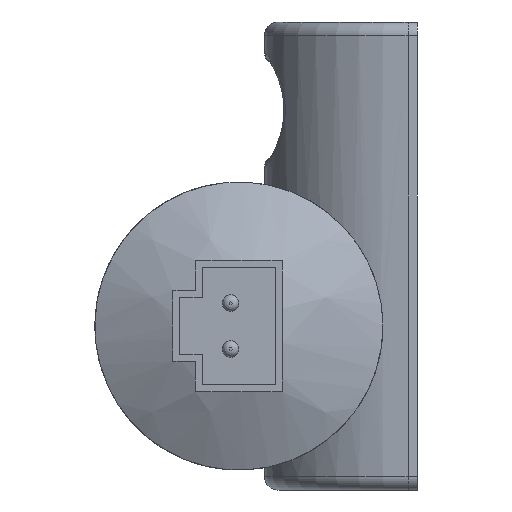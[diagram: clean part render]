
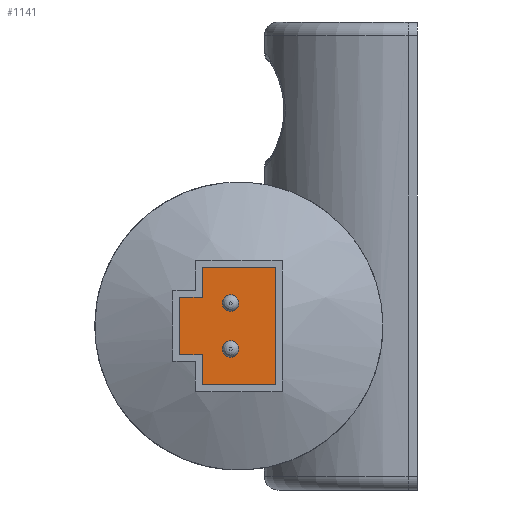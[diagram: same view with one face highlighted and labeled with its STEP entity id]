
A CAD part, left-side view. The second image highlights one B-rep face of the part: STEP entity #1141.
In plain terms, the highlighted planar face has unit normal (-1, 0, 0).
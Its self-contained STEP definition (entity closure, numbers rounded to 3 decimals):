
#1141=ADVANCED_FACE('',(#4229,#4231,#4233),#4235,.T.);
#4229=FACE_BOUND('',#4230,.T.);
#4230=EDGE_LOOP('',(#5395,#5396,#5397,#5398,#5399,#5400,#5401,#5402));
#4231=FACE_BOUND('',#4232,.T.);
#4232=EDGE_LOOP('',(#5403));
#4233=FACE_BOUND('',#4234,.T.);
#4234=EDGE_LOOP('',(#5404));
#4235=PLANE('',#4236);
#4236=AXIS2_PLACEMENT_3D('',#4237,#4238,#4239);
#4237=CARTESIAN_POINT('',(-161.29,-4.826,7.302));
#4238=DIRECTION('',(-1.,0.,0.));
#4239=DIRECTION('',(0.,0.,1.));
#5395=ORIENTED_EDGE('',*,*,#5940,.T.);
#5396=ORIENTED_EDGE('',*,*,#5974,.T.);
#5397=ORIENTED_EDGE('',*,*,#5975,.T.);
#5398=ORIENTED_EDGE('',*,*,#5976,.T.);
#5399=ORIENTED_EDGE('',*,*,#5977,.T.);
#5400=ORIENTED_EDGE('',*,*,#5978,.T.);
#5401=ORIENTED_EDGE('',*,*,#5979,.T.);
#5402=ORIENTED_EDGE('',*,*,#5980,.T.);
#5403=ORIENTED_EDGE('',*,*,#5981,.F.);
#5404=ORIENTED_EDGE('',*,*,#5982,.F.);
#5940=EDGE_CURVE('',#6548,#6549,#6550,.T.);
#5974=EDGE_CURVE('',#6549,#6612,#6613,.T.);
#5975=EDGE_CURVE('',#6612,#6614,#6615,.T.);
#5976=EDGE_CURVE('',#6614,#6616,#6617,.T.);
#5977=EDGE_CURVE('',#6616,#6618,#6619,.T.);
#5978=EDGE_CURVE('',#6618,#6620,#6621,.T.);
#5979=EDGE_CURVE('',#6620,#6622,#6623,.T.);
#5980=EDGE_CURVE('',#6622,#6548,#6624,.T.);
#5981=EDGE_CURVE('',#6625,#6625,#6626,.T.);
#5982=EDGE_CURVE('',#6627,#6627,#6628,.T.);
#6548=VERTEX_POINT('',#10367);
#6549=VERTEX_POINT('',#10368);
#6550=LINE('',#10369,#10370);
#6612=VERTEX_POINT('',#10606);
#6613=LINE('',#10607,#10608);
#6614=VERTEX_POINT('',#10610);
#6615=LINE('',#10611,#10612);
#6616=VERTEX_POINT('',#10614);
#6617=LINE('',#10615,#10616);
#6618=VERTEX_POINT('',#10618);
#6619=LINE('',#10619,#10620);
#6620=VERTEX_POINT('',#10622);
#6621=LINE('',#10623,#10624);
#6622=VERTEX_POINT('',#10626);
#6623=LINE('',#10627,#10628);
#6624=LINE('',#10630,#10631);
#6625=VERTEX_POINT('',#10633);
#6626=CIRCLE('',#10634,0.924);
#6627=VERTEX_POINT('',#10638);
#6628=CIRCLE('',#10639,0.924);
#10367=CARTESIAN_POINT('',(-161.29,6.604,3.175));
#10368=CARTESIAN_POINT('',(-161.29,6.604,-3.175));
#10369=CARTESIAN_POINT('',(-161.29,6.604,3.175));
#10370=VECTOR('',#10371,1.);
#10371=DIRECTION('',(0.,0.,-1.));
#10606=CARTESIAN_POINT('',(-161.29,4.064,-3.175));
#10607=CARTESIAN_POINT('',(-161.29,6.604,-3.175));
#10608=VECTOR('',#10609,1.);
#10609=DIRECTION('',(0.,-1.,0.));
#10610=CARTESIAN_POINT('',(-161.29,4.064,-6.541));
#10611=CARTESIAN_POINT('',(-161.29,4.064,-3.175));
#10612=VECTOR('',#10613,1.);
#10613=DIRECTION('',(0.,0.,-1.));
#10614=CARTESIAN_POINT('',(-161.29,-4.064,-6.541));
#10615=CARTESIAN_POINT('',(-161.29,4.064,-6.541));
#10616=VECTOR('',#10617,1.);
#10617=DIRECTION('',(0.,-1.,0.));
#10618=CARTESIAN_POINT('',(-161.29,-4.064,6.541));
#10619=CARTESIAN_POINT('',(-161.29,-4.064,-6.541));
#10620=VECTOR('',#10621,1.);
#10621=DIRECTION('',(0.,0.,1.));
#10622=CARTESIAN_POINT('',(-161.29,4.064,6.541));
#10623=CARTESIAN_POINT('',(-161.29,-4.064,6.541));
#10624=VECTOR('',#10625,1.);
#10625=DIRECTION('',(0.,1.,0.));
#10626=CARTESIAN_POINT('',(-161.29,4.064,3.175));
#10627=CARTESIAN_POINT('',(-161.29,4.064,6.541));
#10628=VECTOR('',#10629,1.);
#10629=DIRECTION('',(0.,0.,-1.));
#10630=CARTESIAN_POINT('',(-161.29,4.064,3.175));
#10631=VECTOR('',#10632,1.);
#10632=DIRECTION('',(0.,1.,0.));
#10633=CARTESIAN_POINT('',(-161.29,0.924,-3.464));
#10634=AXIS2_PLACEMENT_3D('',#10635,#10636,#10637);
#10635=CARTESIAN_POINT('',(-161.29,0.924,-2.54));
#10636=DIRECTION('',(-1.,0.,0.));
#10637=DIRECTION('',(0.,0.,1.));
#10638=CARTESIAN_POINT('',(-161.29,0.924,1.616));
#10639=AXIS2_PLACEMENT_3D('',#10640,#10641,#10642);
#10640=CARTESIAN_POINT('',(-161.29,0.924,2.54));
#10641=DIRECTION('',(-1.,0.,0.));
#10642=DIRECTION('',(0.,0.,1.));
